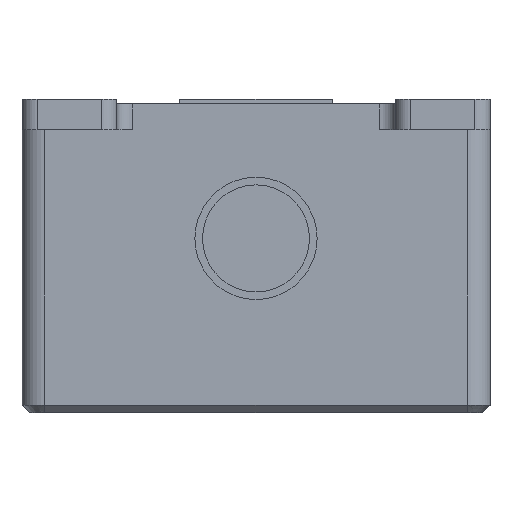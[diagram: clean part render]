
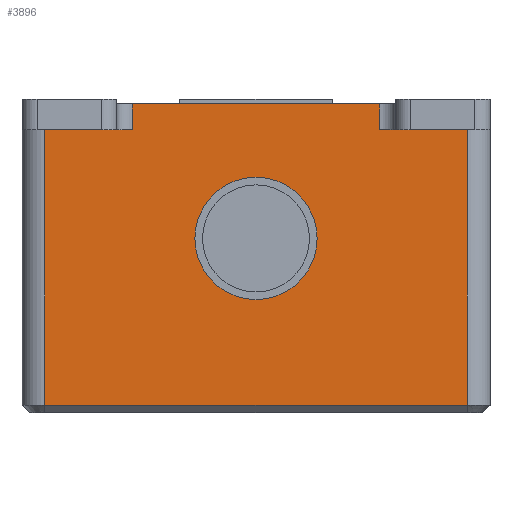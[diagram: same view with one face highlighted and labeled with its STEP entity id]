
A CAD part, front view. The second image highlights one B-rep face of the part: STEP entity #3896.
In plain terms, the highlighted planar face has unit normal (0, -1, 0).
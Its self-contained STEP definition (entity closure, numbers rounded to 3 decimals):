
#154=FACE_BOUND('',#760,.T.);
#269=PLANE('',#4277);
#473=FACE_OUTER_BOUND('',#759,.T.);
#759=EDGE_LOOP('',(#3202,#3203,#3204,#3205,#3206,#3207,#3208,#3209));
#760=EDGE_LOOP('',(#3210));
#971=CIRCLE('',#4238,4.);
#1268=LINE('',#10424,#1535);
#1269=LINE('',#10427,#1536);
#1270=LINE('',#10429,#1537);
#1271=LINE('',#10431,#1538);
#1272=LINE('',#10433,#1539);
#1273=LINE('',#10435,#1540);
#1274=LINE('',#10437,#1541);
#1275=LINE('',#10438,#1542);
#1535=VECTOR('',#5125,10.);
#1536=VECTOR('',#5128,10.);
#1537=VECTOR('',#5129,10.);
#1538=VECTOR('',#5130,10.);
#1539=VECTOR('',#5131,10.);
#1540=VECTOR('',#5132,10.);
#1541=VECTOR('',#5133,10.);
#1542=VECTOR('',#5134,10.);
#1845=VERTEX_POINT('',#10315);
#1884=VERTEX_POINT('',#10420);
#1885=VERTEX_POINT('',#10422);
#1886=VERTEX_POINT('',#10426);
#1887=VERTEX_POINT('',#10428);
#1888=VERTEX_POINT('',#10430);
#1889=VERTEX_POINT('',#10432);
#1890=VERTEX_POINT('',#10434);
#1891=VERTEX_POINT('',#10436);
#2293=EDGE_CURVE('',#1845,#1845,#971,.T.);
#2345=EDGE_CURVE('',#1885,#1884,#1268,.T.);
#2346=EDGE_CURVE('',#1884,#1886,#1269,.T.);
#2347=EDGE_CURVE('',#1887,#1885,#1270,.T.);
#2348=EDGE_CURVE('',#1888,#1887,#1271,.T.);
#2349=EDGE_CURVE('',#1889,#1888,#1272,.T.);
#2350=EDGE_CURVE('',#1890,#1889,#1273,.T.);
#2351=EDGE_CURVE('',#1891,#1890,#1274,.T.);
#2352=EDGE_CURVE('',#1886,#1891,#1275,.T.);
#3202=ORIENTED_EDGE('',*,*,#2346,.F.);
#3203=ORIENTED_EDGE('',*,*,#2345,.F.);
#3204=ORIENTED_EDGE('',*,*,#2347,.F.);
#3205=ORIENTED_EDGE('',*,*,#2348,.F.);
#3206=ORIENTED_EDGE('',*,*,#2349,.F.);
#3207=ORIENTED_EDGE('',*,*,#2350,.F.);
#3208=ORIENTED_EDGE('',*,*,#2351,.F.);
#3209=ORIENTED_EDGE('',*,*,#2352,.F.);
#3210=ORIENTED_EDGE('',*,*,#2293,.T.);
#3896=ADVANCED_FACE('',(#473,#154),#269,.T.);
#4238=AXIS2_PLACEMENT_3D('',#10316,#5018,#5019);
#4277=AXIS2_PLACEMENT_3D('',#10425,#5126,#5127);
#5018=DIRECTION('center_axis',(0.,1.,0.));
#5019=DIRECTION('ref_axis',(1.,0.,0.));
#5125=DIRECTION('',(0.,0.,-1.));
#5126=DIRECTION('center_axis',(0.,-1.,0.));
#5127=DIRECTION('ref_axis',(1.,0.,0.));
#5128=DIRECTION('',(-1.,0.,0.));
#5129=DIRECTION('',(1.,0.,0.));
#5130=DIRECTION('',(0.,0.,-1.));
#5131=DIRECTION('',(1.,0.,0.));
#5132=DIRECTION('',(0.,0.,1.));
#5133=DIRECTION('',(1.,0.,0.));
#5134=DIRECTION('',(0.,0.,1.));
#10315=CARTESIAN_POINT('',(-4.,-24.75,11.4));
#10316=CARTESIAN_POINT('Origin',(0.,-24.75,11.4));
#10420=CARTESIAN_POINT('',(13.8,-24.75,0.5));
#10422=CARTESIAN_POINT('',(13.8,-24.75,18.5));
#10424=CARTESIAN_POINT('',(13.8,-24.75,0.));
#10425=CARTESIAN_POINT('Origin',(-15.3,-24.75,0.));
#10426=CARTESIAN_POINT('',(-13.8,-24.75,0.5));
#10427=CARTESIAN_POINT('',(-7.65,-24.75,0.5));
#10428=CARTESIAN_POINT('',(8.1,-24.75,18.5));
#10429=CARTESIAN_POINT('',(-15.3,-24.75,18.5));
#10430=CARTESIAN_POINT('',(8.1,-24.75,20.2));
#10431=CARTESIAN_POINT('',(8.1,-24.75,17.2));
#10432=CARTESIAN_POINT('',(-8.1,-24.75,20.2));
#10433=CARTESIAN_POINT('',(-15.3,-24.75,20.2));
#10434=CARTESIAN_POINT('',(-8.1,-24.75,18.5));
#10435=CARTESIAN_POINT('',(-8.1,-24.75,17.2));
#10436=CARTESIAN_POINT('',(-13.8,-24.75,18.5));
#10437=CARTESIAN_POINT('',(-15.3,-24.75,18.5));
#10438=CARTESIAN_POINT('',(-13.8,-24.75,0.));
